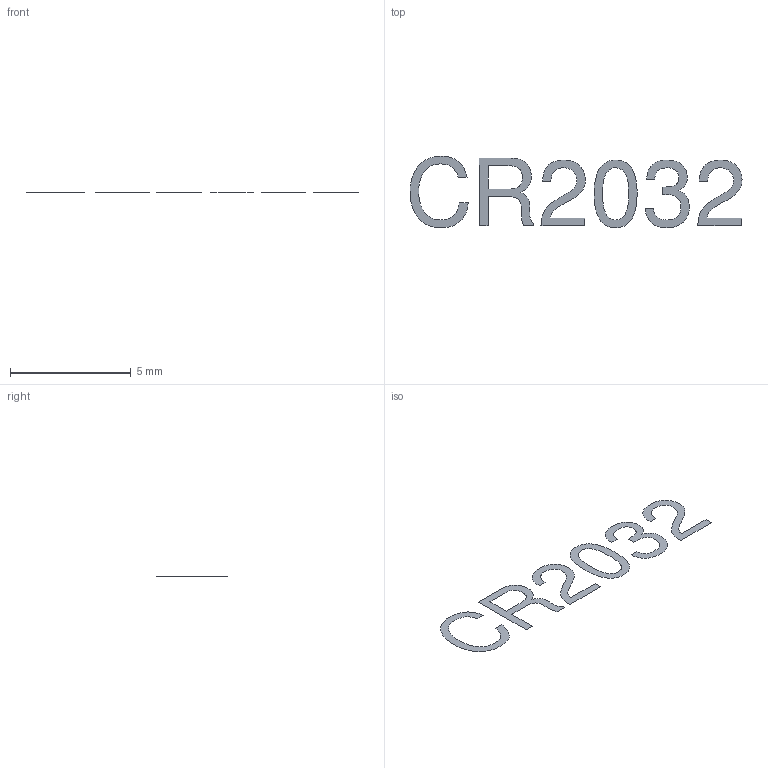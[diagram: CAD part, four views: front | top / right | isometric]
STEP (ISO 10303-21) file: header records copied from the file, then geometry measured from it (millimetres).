
FILE_DESCRIPTION(/* description */ (''),/* implementation_level */ '2;1');
FILE_NAME(/* name */ 'text-CR2032.step',/* time_stamp */ '2023-04-26T20:28:34-07:00',/* author */ (''),/* organization */ (''),/* preprocessor_version */ 'ST-DEVELOPER v19.2',/* originating_system */ 'Autodesk Translation Framework v12.4.0.73',/* authorisation */ '');
FILE_SCHEMA (('AUTOMOTIVE_DESIGN { 1 0 10303 214 3 1 1 }'));
Length unit declared in the file: millimetre
Products named in the file (1): text-CR2032
Bounding box: 13.73 x 2.96 x 0 mm (x, y, z)
Surface area: 13.4 mm2 (no closed solid volume)
Topology: 0 solids, 6 shells, 6 faces, 128 edges, 128 vertices
Faces by surface type: plane 6
Entity records: 1241 total; most frequent: CARTESIAN_POINT 557, VERTEX_POINT 128, EDGE_CURVE 128, ORIENTED_EDGE 128, B_SPLINE_CURVE_WITH_KNOTS 98, DIRECTION 44, LINE 30, VECTOR 30
